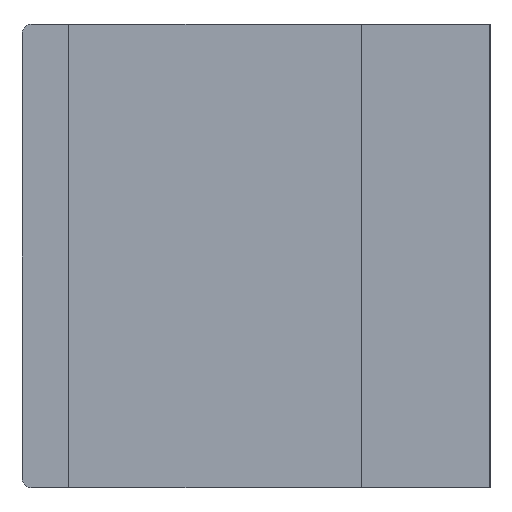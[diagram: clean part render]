
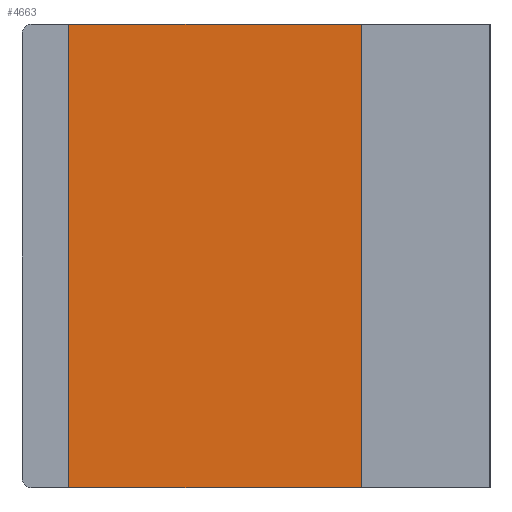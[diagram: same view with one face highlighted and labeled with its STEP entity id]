
A CAD part, left-side view. The second image highlights one B-rep face of the part: STEP entity #4663.
In plain terms, the highlighted planar face has unit normal (-1, 0, 0).
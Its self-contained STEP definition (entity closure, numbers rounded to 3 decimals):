
#655 = LINE ( 'NONE', #6652, #3049 ) ;
#1163 = EDGE_CURVE ( 'NONE', #2313, #2320, #1258, .T. ) ;
#1258 = LINE ( 'NONE', #6176, #5549 ) ;
#1831 = CARTESIAN_POINT ( 'NONE',  ( -0.825, 0.9, -0.495 ) ) ;
#1904 = LINE ( 'NONE', #10196, #10025 ) ;
#2313 = VERTEX_POINT ( 'NONE', #1831 ) ;
#2320 = VERTEX_POINT ( 'NONE', #9038 ) ;
#2552 = CARTESIAN_POINT ( 'NONE',  ( -0.825, 0.275, 0.495 ) ) ;
#2633 = PLANE ( 'NONE',  #2824 ) ;
#2740 = ORIENTED_EDGE ( 'NONE', *, *, #5583, .F. ) ;
#2824 = AXIS2_PLACEMENT_3D ( 'NONE', #9054, #4301, #9898 ) ;
#3049 = VECTOR ( 'NONE', #5786, 1000. ) ;
#3585 = CARTESIAN_POINT ( 'NONE',  ( -0.825, 0.9, 0.495 ) ) ;
#4226 = EDGE_CURVE ( 'NONE', #4970, #2313, #655, .T. ) ;
#4301 = DIRECTION ( 'NONE',  ( 1., 0., 0. ) ) ;
#4311 = EDGE_CURVE ( 'NONE', #2320, #6825, #1904, .T. ) ;
#4663 = ADVANCED_FACE ( 'NONE', ( #6394 ), #2633, .F. ) ;
#4970 = VERTEX_POINT ( 'NONE', #3585 ) ;
#5204 = EDGE_LOOP ( 'NONE', ( #2740, #8165, #6238, #5361 ) ) ;
#5361 = ORIENTED_EDGE ( 'NONE', *, *, #4311, .T. ) ;
#5549 = VECTOR ( 'NONE', #6962, 1000. ) ;
#5583 = EDGE_CURVE ( 'NONE', #4970, #6825, #8109, .T. ) ;
#5786 = DIRECTION ( 'NONE',  ( 0., 0., -1. ) ) ;
#6176 = CARTESIAN_POINT ( 'NONE',  ( -0.825, 3.024, -0.495 ) ) ;
#6238 = ORIENTED_EDGE ( 'NONE', *, *, #1163, .T. ) ;
#6394 = FACE_OUTER_BOUND ( 'NONE', #5204, .T. ) ;
#6475 = VECTOR ( 'NONE', #6846, 1000. ) ;
#6652 = CARTESIAN_POINT ( 'NONE',  ( -0.825, 0.9, 0.495 ) ) ;
#6825 = VERTEX_POINT ( 'NONE', #2552 ) ;
#6846 = DIRECTION ( 'NONE',  ( 0., -1., 0. ) ) ;
#6962 = DIRECTION ( 'NONE',  ( 0., -1., 0. ) ) ;
#7767 = DIRECTION ( 'NONE',  ( 0., 0., 1. ) ) ;
#8109 = LINE ( 'NONE', #9232, #6475 ) ;
#8165 = ORIENTED_EDGE ( 'NONE', *, *, #4226, .T. ) ;
#9038 = CARTESIAN_POINT ( 'NONE',  ( -0.825, 0.275, -0.495 ) ) ;
#9054 = CARTESIAN_POINT ( 'NONE',  ( -0.825, 3.024, -0.495 ) ) ;
#9232 = CARTESIAN_POINT ( 'NONE',  ( -0.825, 3.024, 0.495 ) ) ;
#9898 = DIRECTION ( 'NONE',  ( 0., 0., -1. ) ) ;
#10025 = VECTOR ( 'NONE', #7767, 1000. ) ;
#10196 = CARTESIAN_POINT ( 'NONE',  ( -0.825, 0.275, -0.495 ) ) ;
